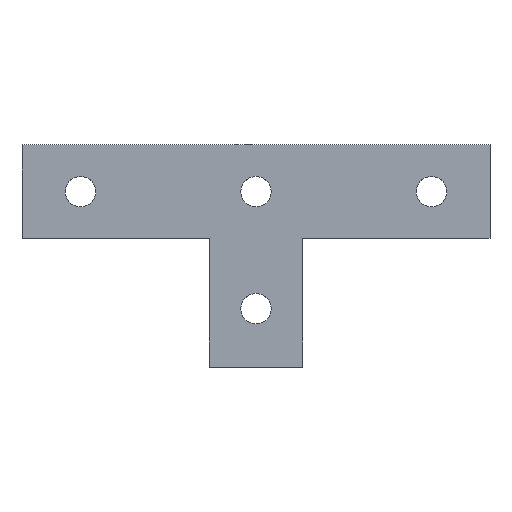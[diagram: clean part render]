
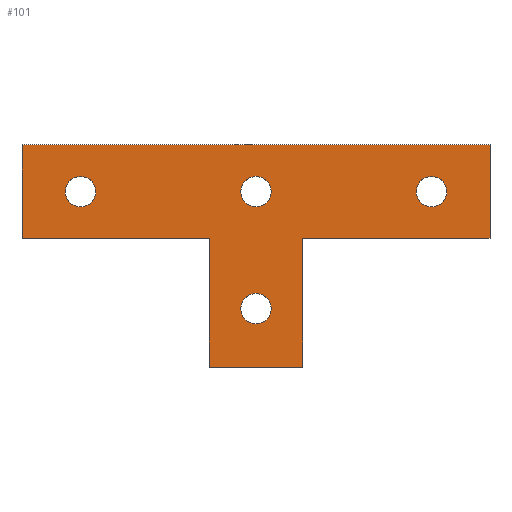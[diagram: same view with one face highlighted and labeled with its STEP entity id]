
A CAD part, top view. The second image highlights one B-rep face of the part: STEP entity #101.
In plain terms, the highlighted planar face has unit normal (0, 0, 1).
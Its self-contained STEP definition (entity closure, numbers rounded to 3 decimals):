
#7 = DIRECTION ( 'NONE',  ( 0., -1., 0. ) ) ;
#9 = AXIS2_PLACEMENT_3D ( 'NONE', #209, #298, #108 ) ;
#13 = CIRCLE ( 'NONE', #236, 6.5 ) ;
#15 = EDGE_CURVE ( 'NONE', #536, #255, #542, .T. ) ;
#16 = ORIENTED_EDGE ( 'NONE', *, *, #119, .T. ) ;
#18 = AXIS2_PLACEMENT_3D ( 'NONE', #512, #420, #89 ) ;
#22 = VERTEX_POINT ( 'NONE', #453 ) ;
#29 = DIRECTION ( 'NONE',  ( 0., 1., 0. ) ) ;
#37 = PLANE ( 'NONE',  #574 ) ;
#38 = CARTESIAN_POINT ( 'NONE',  ( -75., 27.5, 0. ) ) ;
#39 = DIRECTION ( 'NONE',  ( 0., 0., 1. ) ) ;
#49 = EDGE_LOOP ( 'NONE', ( #270, #169 ) ) ;
#57 = ORIENTED_EDGE ( 'NONE', *, *, #15, .T. ) ;
#62 = CARTESIAN_POINT ( 'NONE',  ( 20., 7.5, 0. ) ) ;
#64 = ORIENTED_EDGE ( 'NONE', *, *, #347, .F. ) ;
#84 = CARTESIAN_POINT ( 'NONE',  ( 75., 27.5, 0. ) ) ;
#86 = CIRCLE ( 'NONE', #252, 6.5 ) ;
#87 = DIRECTION ( 'NONE',  ( 1., 0., 0. ) ) ;
#89 = DIRECTION ( 'NONE',  ( 1., 0., 0. ) ) ;
#94 = VECTOR ( 'NONE', #29, 1000. ) ;
#95 = VERTEX_POINT ( 'NONE', #570 ) ;
#98 = FACE_BOUND ( 'NONE', #546, .T. ) ;
#101 = ADVANCED_FACE ( 'NONE', ( #370, #566, #328, #98, #511 ), #37, .F. ) ;
#104 = CARTESIAN_POINT ( 'NONE',  ( -100., 47.5, 0. ) ) ;
#105 = VERTEX_POINT ( 'NONE', #615 ) ;
#106 = CARTESIAN_POINT ( 'NONE',  ( 100., 47.5, 0. ) ) ;
#108 = DIRECTION ( 'NONE',  ( 1., 0., 0. ) ) ;
#119 = EDGE_CURVE ( 'NONE', #309, #95, #475, .T. ) ;
#120 = AXIS2_PLACEMENT_3D ( 'NONE', #38, #559, #87 ) ;
#122 = EDGE_LOOP ( 'NONE', ( #64, #258 ) ) ;
#125 = CARTESIAN_POINT ( 'NONE',  ( 100., 47.5, 0. ) ) ;
#129 = CARTESIAN_POINT ( 'NONE',  ( 75., 27.5, 0. ) ) ;
#141 = CIRCLE ( 'NONE', #226, 6.5 ) ;
#148 = VECTOR ( 'NONE', #452, 1000. ) ;
#156 = VERTEX_POINT ( 'NONE', #62 ) ;
#164 = CARTESIAN_POINT ( 'NONE',  ( 68.5, 27.5, 0. ) ) ;
#167 = EDGE_CURVE ( 'NONE', #156, #536, #250, .T. ) ;
#169 = ORIENTED_EDGE ( 'NONE', *, *, #460, .F. ) ;
#170 = ORIENTED_EDGE ( 'NONE', *, *, #282, .F. ) ;
#180 = EDGE_LOOP ( 'NONE', ( #16, #573, #265, #507, #274, #57, #297, #350 ) ) ;
#184 = CARTESIAN_POINT ( 'NONE',  ( 0., 0., 0. ) ) ;
#185 = VECTOR ( 'NONE', #595, 1000. ) ;
#191 = CARTESIAN_POINT ( 'NONE',  ( 100., 7.5, 0. ) ) ;
#193 = EDGE_CURVE ( 'NONE', #255, #304, #445, .T. ) ;
#195 = DIRECTION ( 'NONE',  ( 0., -1., 0. ) ) ;
#209 = CARTESIAN_POINT ( 'NONE',  ( -75., 27.5, 0. ) ) ;
#214 = CIRCLE ( 'NONE', #535, 6.5 ) ;
#216 = VERTEX_POINT ( 'NONE', #530 ) ;
#218 = VECTOR ( 'NONE', #290, 1000. ) ;
#226 = AXIS2_PLACEMENT_3D ( 'NONE', #421, #39, #430 ) ;
#228 = VERTEX_POINT ( 'NONE', #164 ) ;
#229 = CARTESIAN_POINT ( 'NONE',  ( 20., -47.5, 0. ) ) ;
#235 = CARTESIAN_POINT ( 'NONE',  ( 20., 7.5, 0. ) ) ;
#236 = AXIS2_PLACEMENT_3D ( 'NONE', #314, #277, #593 ) ;
#237 = DIRECTION ( 'NONE',  ( -1., 0., 0. ) ) ;
#243 = EDGE_CURVE ( 'NONE', #304, #309, #436, .T. ) ;
#250 = LINE ( 'NONE', #482, #386 ) ;
#252 = AXIS2_PLACEMENT_3D ( 'NONE', #597, #505, #548 ) ;
#255 = VERTEX_POINT ( 'NONE', #106 ) ;
#258 = ORIENTED_EDGE ( 'NONE', *, *, #492, .F. ) ;
#262 = EDGE_CURVE ( 'NONE', #443, #599, #470, .T. ) ;
#265 = ORIENTED_EDGE ( 'NONE', *, *, #351, .T. ) ;
#266 = DIRECTION ( 'NONE',  ( 1., 0., 0. ) ) ;
#270 = ORIENTED_EDGE ( 'NONE', *, *, #262, .F. ) ;
#274 = ORIENTED_EDGE ( 'NONE', *, *, #167, .T. ) ;
#277 = DIRECTION ( 'NONE',  ( 0., 0., 1. ) ) ;
#280 = DIRECTION ( 'NONE',  ( 0., 0., 1. ) ) ;
#282 = EDGE_CURVE ( 'NONE', #228, #316, #340, .T. ) ;
#289 = CIRCLE ( 'NONE', #18, 6.5 ) ;
#290 = DIRECTION ( 'NONE',  ( 1., 0., 0. ) ) ;
#292 = VECTOR ( 'NONE', #296, 1000. ) ;
#296 = DIRECTION ( 'NONE',  ( -1., 0., 0. ) ) ;
#297 = ORIENTED_EDGE ( 'NONE', *, *, #193, .T. ) ;
#298 = DIRECTION ( 'NONE',  ( 0., 0., 1. ) ) ;
#301 = CARTESIAN_POINT ( 'NONE',  ( -100., 7.5, 0. ) ) ;
#304 = VERTEX_POINT ( 'NONE', #323 ) ;
#309 = VERTEX_POINT ( 'NONE', #459 ) ;
#314 = CARTESIAN_POINT ( 'NONE',  ( 0., 27.5, 0. ) ) ;
#316 = VERTEX_POINT ( 'NONE', #457 ) ;
#323 = CARTESIAN_POINT ( 'NONE',  ( -100., 47.5, 0. ) ) ;
#326 = VECTOR ( 'NONE', #195, 1000. ) ;
#328 = FACE_BOUND ( 'NONE', #567, .T. ) ;
#330 = CARTESIAN_POINT ( 'NONE',  ( -6.5, -22.5, 0. ) ) ;
#335 = CARTESIAN_POINT ( 'NONE',  ( -68.5, 27.5, 0. ) ) ;
#337 = LINE ( 'NONE', #514, #326 ) ;
#338 = VERTEX_POINT ( 'NONE', #229 ) ;
#340 = CIRCLE ( 'NONE', #442, 6.5 ) ;
#347 = EDGE_CURVE ( 'NONE', #544, #105, #13, .T. ) ;
#350 = ORIENTED_EDGE ( 'NONE', *, *, #243, .T. ) ;
#351 = EDGE_CURVE ( 'NONE', #216, #338, #550, .T. ) ;
#359 = CARTESIAN_POINT ( 'NONE',  ( 20., -47.5, 0. ) ) ;
#370 = FACE_BOUND ( 'NONE', #49, .T. ) ;
#377 = EDGE_CURVE ( 'NONE', #338, #156, #465, .T. ) ;
#380 = EDGE_CURVE ( 'NONE', #429, #22, #86, .T. ) ;
#382 = CARTESIAN_POINT ( 'NONE',  ( -81.5, 27.5, 0. ) ) ;
#386 = VECTOR ( 'NONE', #397, 1000. ) ;
#388 = EDGE_CURVE ( 'NONE', #22, #429, #141, .T. ) ;
#390 = CIRCLE ( 'NONE', #120, 6.5 ) ;
#397 = DIRECTION ( 'NONE',  ( 1., 0., 0. ) ) ;
#420 = DIRECTION ( 'NONE',  ( 0., 0., 1. ) ) ;
#421 = CARTESIAN_POINT ( 'NONE',  ( 0., -22.5, 0. ) ) ;
#428 = CARTESIAN_POINT ( 'NONE',  ( -20., 7.5, 0. ) ) ;
#429 = VERTEX_POINT ( 'NONE', #330 ) ;
#430 = DIRECTION ( 'NONE',  ( 1., 0., 0. ) ) ;
#436 = LINE ( 'NONE', #301, #463 ) ;
#442 = AXIS2_PLACEMENT_3D ( 'NONE', #129, #590, #266 ) ;
#443 = VERTEX_POINT ( 'NONE', #335 ) ;
#445 = LINE ( 'NONE', #104, #292 ) ;
#452 = DIRECTION ( 'NONE',  ( 1., 0., 0. ) ) ;
#453 = CARTESIAN_POINT ( 'NONE',  ( 6.5, -22.5, 0. ) ) ;
#457 = CARTESIAN_POINT ( 'NONE',  ( 81.5, 27.5, 0. ) ) ;
#459 = CARTESIAN_POINT ( 'NONE',  ( -100., 7.5, 0. ) ) ;
#460 = EDGE_CURVE ( 'NONE', #599, #443, #390, .T. ) ;
#463 = VECTOR ( 'NONE', #7, 1000. ) ;
#464 = DIRECTION ( 'NONE',  ( 1., 0., 0. ) ) ;
#465 = LINE ( 'NONE', #235, #94 ) ;
#470 = CIRCLE ( 'NONE', #9, 6.5 ) ;
#475 = LINE ( 'NONE', #428, #218 ) ;
#482 = CARTESIAN_POINT ( 'NONE',  ( 100., 7.5, 0. ) ) ;
#492 = EDGE_CURVE ( 'NONE', #105, #544, #289, .T. ) ;
#495 = EDGE_CURVE ( 'NONE', #95, #216, #337, .T. ) ;
#501 = ORIENTED_EDGE ( 'NONE', *, *, #522, .F. ) ;
#505 = DIRECTION ( 'NONE',  ( 0., 0., 1. ) ) ;
#507 = ORIENTED_EDGE ( 'NONE', *, *, #377, .T. ) ;
#511 = FACE_OUTER_BOUND ( 'NONE', #180, .T. ) ;
#512 = CARTESIAN_POINT ( 'NONE',  ( 0., 27.5, 0. ) ) ;
#514 = CARTESIAN_POINT ( 'NONE',  ( -20., -47.5, 0. ) ) ;
#522 = EDGE_CURVE ( 'NONE', #316, #228, #214, .T. ) ;
#530 = CARTESIAN_POINT ( 'NONE',  ( -20., -47.5, 0. ) ) ;
#535 = AXIS2_PLACEMENT_3D ( 'NONE', #84, #280, #464 ) ;
#536 = VERTEX_POINT ( 'NONE', #191 ) ;
#542 = LINE ( 'NONE', #125, #185 ) ;
#544 = VERTEX_POINT ( 'NONE', #560 ) ;
#546 = EDGE_LOOP ( 'NONE', ( #586, #596 ) ) ;
#548 = DIRECTION ( 'NONE',  ( 1., 0., 0. ) ) ;
#550 = LINE ( 'NONE', #359, #148 ) ;
#559 = DIRECTION ( 'NONE',  ( 0., 0., 1. ) ) ;
#560 = CARTESIAN_POINT ( 'NONE',  ( 6.5, 27.5, 0. ) ) ;
#566 = FACE_BOUND ( 'NONE', #122, .T. ) ;
#567 = EDGE_LOOP ( 'NONE', ( #501, #170 ) ) ;
#570 = CARTESIAN_POINT ( 'NONE',  ( -20., 7.5, 0. ) ) ;
#573 = ORIENTED_EDGE ( 'NONE', *, *, #495, .T. ) ;
#574 = AXIS2_PLACEMENT_3D ( 'NONE', #184, #608, #237 ) ;
#586 = ORIENTED_EDGE ( 'NONE', *, *, #388, .F. ) ;
#590 = DIRECTION ( 'NONE',  ( 0., 0., 1. ) ) ;
#593 = DIRECTION ( 'NONE',  ( 1., 0., 0. ) ) ;
#595 = DIRECTION ( 'NONE',  ( 0., 1., 0. ) ) ;
#596 = ORIENTED_EDGE ( 'NONE', *, *, #380, .F. ) ;
#597 = CARTESIAN_POINT ( 'NONE',  ( 0., -22.5, 0. ) ) ;
#599 = VERTEX_POINT ( 'NONE', #382 ) ;
#608 = DIRECTION ( 'NONE',  ( 0., 0., -1. ) ) ;
#615 = CARTESIAN_POINT ( 'NONE',  ( -6.5, 27.5, 0. ) ) ;
